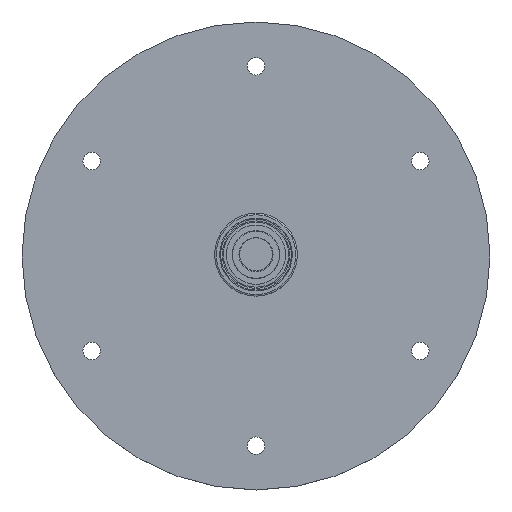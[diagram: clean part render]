
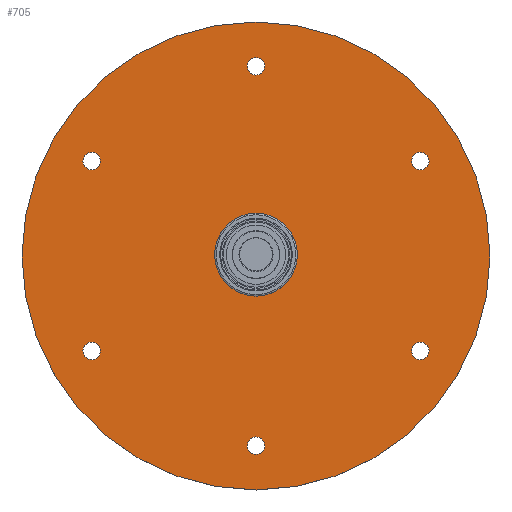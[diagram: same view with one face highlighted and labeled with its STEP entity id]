
A CAD part, top view. The second image highlights one B-rep face of the part: STEP entity #705.
In plain terms, the highlighted planar face has unit normal (0, 0, 1).
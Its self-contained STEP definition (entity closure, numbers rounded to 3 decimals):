
#134=PLANE('',#946);
#160=FACE_BOUND('',#287,.T.);
#161=FACE_BOUND('',#288,.T.);
#162=FACE_BOUND('',#289,.T.);
#163=FACE_BOUND('',#290,.T.);
#164=FACE_BOUND('',#291,.T.);
#165=FACE_BOUND('',#292,.T.);
#166=FACE_BOUND('',#293,.T.);
#217=FACE_OUTER_BOUND('',#286,.T.);
#286=EDGE_LOOP('',(#581));
#287=EDGE_LOOP('',(#582));
#288=EDGE_LOOP('',(#583));
#289=EDGE_LOOP('',(#584));
#290=EDGE_LOOP('',(#585));
#291=EDGE_LOOP('',(#586));
#292=EDGE_LOOP('',(#587));
#293=EDGE_LOOP('',(#588));
#379=CIRCLE('',#922,6.375);
#381=CIRCLE('',#925,3.4);
#383=CIRCLE('',#928,3.4);
#385=CIRCLE('',#931,3.4);
#387=CIRCLE('',#934,3.4);
#389=CIRCLE('',#937,3.4);
#391=CIRCLE('',#940,3.4);
#393=CIRCLE('',#943,90.35);
#438=VERTEX_POINT('',#1345);
#440=VERTEX_POINT('',#1350);
#442=VERTEX_POINT('',#1355);
#444=VERTEX_POINT('',#1360);
#446=VERTEX_POINT('',#1365);
#448=VERTEX_POINT('',#1370);
#450=VERTEX_POINT('',#1375);
#452=VERTEX_POINT('',#1380);
#498=EDGE_CURVE('',#438,#438,#379,.T.);
#500=EDGE_CURVE('',#440,#440,#381,.T.);
#502=EDGE_CURVE('',#442,#442,#383,.T.);
#504=EDGE_CURVE('',#444,#444,#385,.T.);
#506=EDGE_CURVE('',#446,#446,#387,.T.);
#508=EDGE_CURVE('',#448,#448,#389,.T.);
#510=EDGE_CURVE('',#450,#450,#391,.T.);
#512=EDGE_CURVE('',#452,#452,#393,.T.);
#581=ORIENTED_EDGE('',*,*,#512,.T.);
#582=ORIENTED_EDGE('',*,*,#498,.T.);
#583=ORIENTED_EDGE('',*,*,#500,.T.);
#584=ORIENTED_EDGE('',*,*,#502,.T.);
#585=ORIENTED_EDGE('',*,*,#504,.T.);
#586=ORIENTED_EDGE('',*,*,#506,.T.);
#587=ORIENTED_EDGE('',*,*,#508,.T.);
#588=ORIENTED_EDGE('',*,*,#510,.T.);
#705=ADVANCED_FACE('',(#217,#160,#161,#162,#163,#164,#165,#166),#134,.T.);
#922=AXIS2_PLACEMENT_3D('',#1346,#1066,#1067);
#925=AXIS2_PLACEMENT_3D('',#1351,#1072,#1073);
#928=AXIS2_PLACEMENT_3D('',#1356,#1078,#1079);
#931=AXIS2_PLACEMENT_3D('',#1361,#1084,#1085);
#934=AXIS2_PLACEMENT_3D('',#1366,#1090,#1091);
#937=AXIS2_PLACEMENT_3D('',#1371,#1096,#1097);
#940=AXIS2_PLACEMENT_3D('',#1376,#1102,#1103);
#943=AXIS2_PLACEMENT_3D('',#1381,#1108,#1109);
#946=AXIS2_PLACEMENT_3D('',#1385,#1114,#1115);
#1066=DIRECTION('center_axis',(0.,0.,-1.));
#1067=DIRECTION('ref_axis',(-1.,0.,0.));
#1072=DIRECTION('center_axis',(0.,0.,-1.));
#1073=DIRECTION('ref_axis',(-1.,0.,0.));
#1078=DIRECTION('center_axis',(0.,0.,-1.));
#1079=DIRECTION('ref_axis',(-1.,0.,0.));
#1084=DIRECTION('center_axis',(0.,0.,-1.));
#1085=DIRECTION('ref_axis',(-1.,0.,0.));
#1090=DIRECTION('center_axis',(0.,0.,-1.));
#1091=DIRECTION('ref_axis',(-1.,0.,0.));
#1096=DIRECTION('center_axis',(0.,0.,-1.));
#1097=DIRECTION('ref_axis',(-1.,0.,0.));
#1102=DIRECTION('center_axis',(0.,0.,-1.));
#1103=DIRECTION('ref_axis',(-1.,0.,0.));
#1108=DIRECTION('center_axis',(0.,0.,1.));
#1109=DIRECTION('ref_axis',(-1.,0.,0.));
#1114=DIRECTION('center_axis',(0.,0.,1.));
#1115=DIRECTION('ref_axis',(1.,0.,0.));
#1345=CARTESIAN_POINT('',(6.375,0.,10.));
#1346=CARTESIAN_POINT('Origin',(0.,0.,10.));
#1350=CARTESIAN_POINT('',(66.836,36.625,10.));
#1351=CARTESIAN_POINT('Origin',(63.436,36.625,10.));
#1355=CARTESIAN_POINT('',(66.836,-36.625,10.));
#1356=CARTESIAN_POINT('Origin',(63.436,-36.625,10.));
#1360=CARTESIAN_POINT('',(3.4,-73.25,10.));
#1361=CARTESIAN_POINT('Origin',(0.,-73.25,10.));
#1365=CARTESIAN_POINT('',(-60.036,-36.625,10.));
#1366=CARTESIAN_POINT('Origin',(-63.436,-36.625,10.));
#1370=CARTESIAN_POINT('',(-60.036,36.625,10.));
#1371=CARTESIAN_POINT('Origin',(-63.436,36.625,10.));
#1375=CARTESIAN_POINT('',(3.4,73.25,10.));
#1376=CARTESIAN_POINT('Origin',(0.,73.25,10.));
#1380=CARTESIAN_POINT('',(90.35,0.,10.));
#1381=CARTESIAN_POINT('Origin',(0.,0.,10.));
#1385=CARTESIAN_POINT('Origin',(0.,0.,10.));
